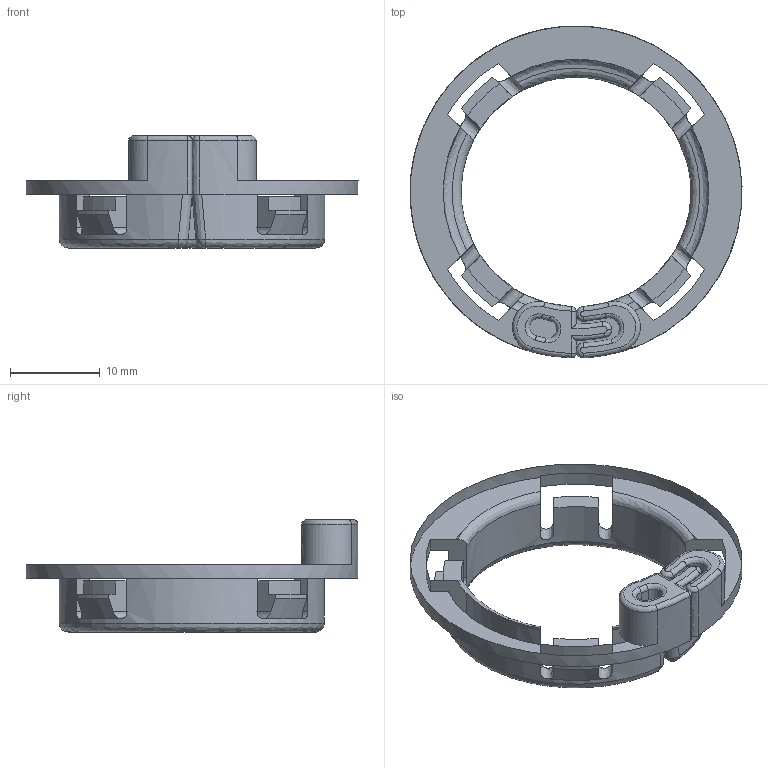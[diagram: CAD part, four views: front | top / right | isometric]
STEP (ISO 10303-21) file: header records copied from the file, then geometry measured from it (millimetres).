
FILE_DESCRIPTION((''),'2;1');
FILE_NAME('','2006-09-08T00:18:57',(''),(''),'','CADfix','');
FILE_SCHEMA(('AUTOMOTIVE_DESIGN'));
Length unit declared in the file: millimetre
Products named in the file (1): grommet
Bounding box: 36.99 x 36.98 x 12.5 mm (x, y, z)
Volume: 1864 mm3; surface area: 2688 mm2
Topology: 1 solids, 1 shells, 111 faces, 323 edges, 205 vertices
Faces by surface type: bspline 111
Entity records: 4967 total; most frequent: CARTESIAN_POINT 3222, ORIENTED_EDGE 646, EDGE_CURVE 323, VERTEX_POINT 205, QUASI_UNIFORM_CURVE 130, EDGE_LOOP 112, FACE_OUTER_BOUND 111, ADVANCED_FACE 111
